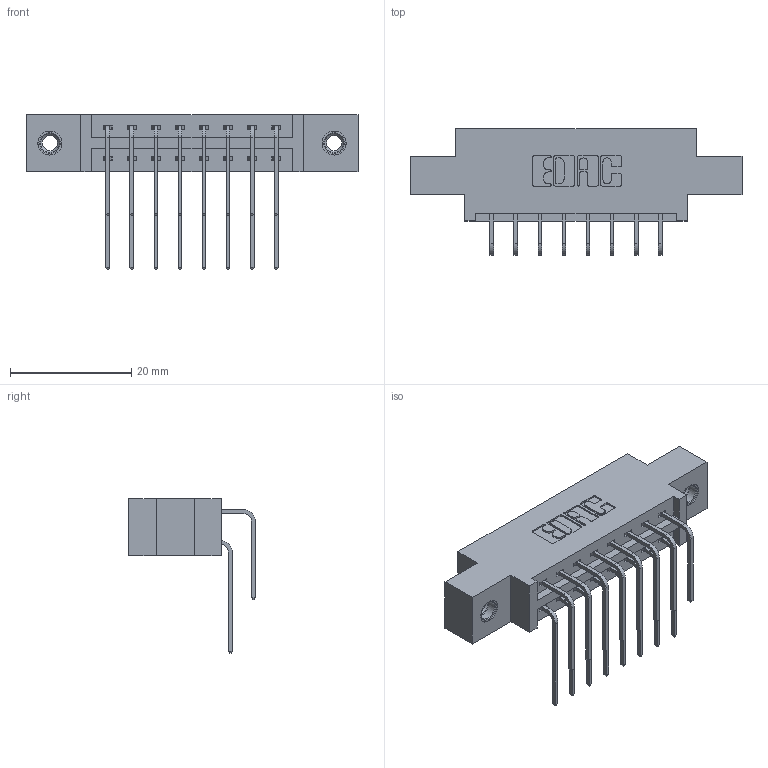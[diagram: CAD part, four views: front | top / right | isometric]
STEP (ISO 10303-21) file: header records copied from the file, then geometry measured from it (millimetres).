
FILE_DESCRIPTION (( 'STEP AP203' ), '1' );
FILE_NAME ('337-016-559-807.STEP', '2019-10-10T18:22:22', ( '' ), ( '' ), 'SwSTEP 2.0', 'SolidWorks 2016', '' );
FILE_SCHEMA (( 'CONFIG_CONTROL_DESIGN' ));
Length unit declared in the file: inch
Products named in the file (5): 345-292-001_559 Tail - 2; 337-016-559-807; 345-250-001_345-250-005-103; 337 Part_0.170 Offset - 0.156 Dia-TI; 345-292-001_558 559 Tail - 1
Assembly tree (19 placements, depth 2):
  337-016-559-807
    337 Part_0.170 Offset - 0.156 Dia-TI
    345-292-001_558 559 Tail - 1  x8
    345-292-001_559 Tail - 2  x8
    345-250-001_345-250-005-103  x2
Bounding box: 54.71 x 20.9 x 25.53 mm (x, y, z)
Volume: 5274.6 mm3; surface area: 6240 mm2
Topology: 19 solids, 19 shells, 1074 faces, 3131 edges, 2058 vertices
Faces by surface type: plane 746, cylinder 312, cone 12, torus 4
Entity records: 13702 total; most frequent: CARTESIAN_POINT 2364, ORIENTED_EDGE 2242, DIRECTION 2087, EDGE_CURVE 1121, LINE 933, VECTOR 933, VERTEX_POINT 740, AXIS2_PLACEMENT_3D 577
